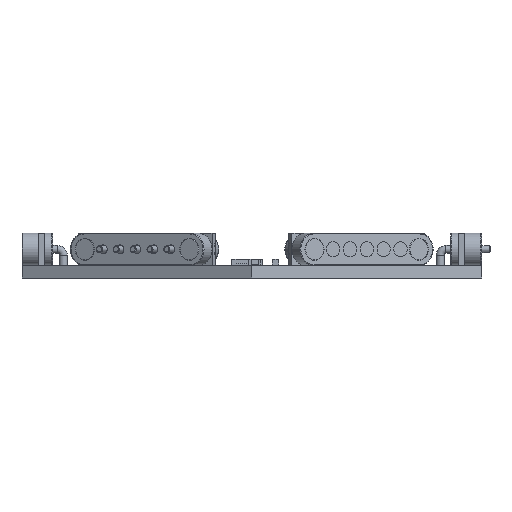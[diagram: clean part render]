
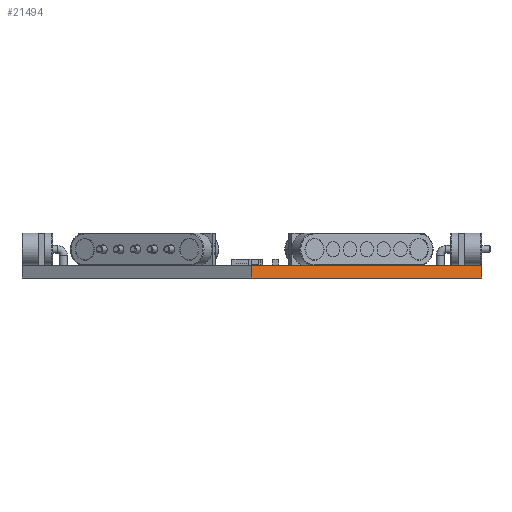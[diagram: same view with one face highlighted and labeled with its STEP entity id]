
A CAD part, left-side view. The second image highlights one B-rep face of the part: STEP entity #21494.
In plain terms, the highlighted planar face has unit normal (-0.866, -0.5, 0).
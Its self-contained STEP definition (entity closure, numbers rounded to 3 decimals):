
#14030 = VERTEX_POINT('',#14031);
#14031 = CARTESIAN_POINT('',(-17.321,-30.,1.6));
#14037 = EDGE_CURVE('',#14038,#14030,#14040,.T.);
#14038 = VERTEX_POINT('',#14039);
#14039 = CARTESIAN_POINT('',(-17.321,-30.,0.));
#14040 = LINE('',#14041,#14042);
#14041 = CARTESIAN_POINT('',(-17.321,-30.,0.));
#14042 = VECTOR('',#14043,1.);
#14043 = DIRECTION('',(0.,0.,1.));
#14070 = VERTEX_POINT('',#14071);
#14071 = CARTESIAN_POINT('',(-34.641,-0.,0.));
#14077 = EDGE_CURVE('',#14038,#14070,#14078,.T.);
#14078 = LINE('',#14079,#14080);
#14079 = CARTESIAN_POINT('',(-17.321,-30.,0.));
#14080 = VECTOR('',#14081,1.);
#14081 = DIRECTION('',(-0.5,0.866,0.));
#17781 = VERTEX_POINT('',#17782);
#17782 = CARTESIAN_POINT('',(-34.641,0.,1.6));
#17788 = EDGE_CURVE('',#14030,#17781,#17789,.T.);
#17789 = LINE('',#17790,#17791);
#17790 = CARTESIAN_POINT('',(-17.321,-30.,1.6));
#17791 = VECTOR('',#17792,1.);
#17792 = DIRECTION('',(-0.5,0.866,0.));
#21494 = ADVANCED_FACE('',(#21495),#21506,.T.);
#21495 = FACE_BOUND('',#21496,.T.);
#21496 = EDGE_LOOP('',(#21497,#21498,#21499,#21505));
#21497 = ORIENTED_EDGE('',*,*,#14037,.T.);
#21498 = ORIENTED_EDGE('',*,*,#17788,.T.);
#21499 = ORIENTED_EDGE('',*,*,#21500,.F.);
#21500 = EDGE_CURVE('',#14070,#17781,#21501,.T.);
#21501 = LINE('',#21502,#21503);
#21502 = CARTESIAN_POINT('',(-34.641,-0.,0.));
#21503 = VECTOR('',#21504,1.);
#21504 = DIRECTION('',(0.,0.,1.));
#21505 = ORIENTED_EDGE('',*,*,#14077,.F.);
#21506 = PLANE('',#21507);
#21507 = AXIS2_PLACEMENT_3D('',#21508,#21509,#21510);
#21508 = CARTESIAN_POINT('',(-17.321,-30.,0.));
#21509 = DIRECTION('',(-0.866,-0.5,0.));
#21510 = DIRECTION('',(-0.5,0.866,0.));
